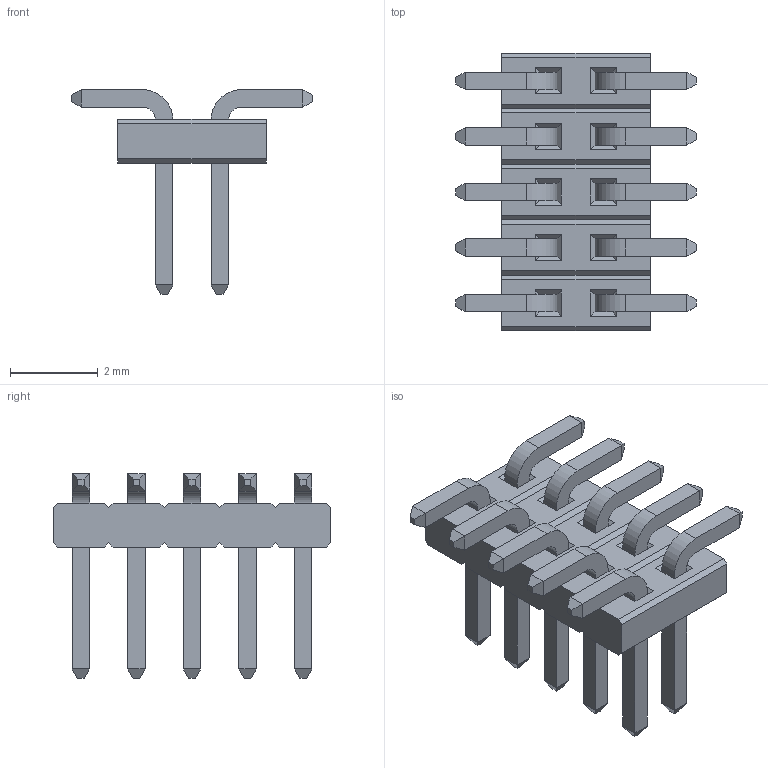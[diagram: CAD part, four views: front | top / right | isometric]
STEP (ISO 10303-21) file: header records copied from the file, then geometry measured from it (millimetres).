
FILE_DESCRIPTION(('STEP AP214'),'1');
FILE_NAME('60462.stp','2017-06-19T20:31:56',('TraceParts'),('TraceParts S.A.'),'Spatial InterOp 3D',' ',' ');
FILE_SCHEMA(('automotive_design'));
Length unit declared in the file: millimetre
Products named in the file (11): 60462_1; 60462_2; 60462_3; 60462_4; 60462_5; 60462_6; 60462_7; 60462_8; 60462_9; 60462_10; 60462_11
Bounding box: 5.5 x 6.35 x 4.68 mm (x, y, z)
Volume: 29.3 mm3; surface area: 176.1 mm2
Topology: 11 solids, 11 shells, 384 faces, 896 edges, 544 vertices
Faces by surface type: plane 364, cylinder 20
Entity records: 18386 total; most frequent: CARTESIAN_POINT 1835, ORIENTED_EDGE 1792, DIRECTION 1726, STYLED_ITEM 1291, PRESENTATION_STYLE_ASSIGNMENT 1291, COLOUR_RGB 1291, EDGE_CURVE 896, CURVE_STYLE 896
